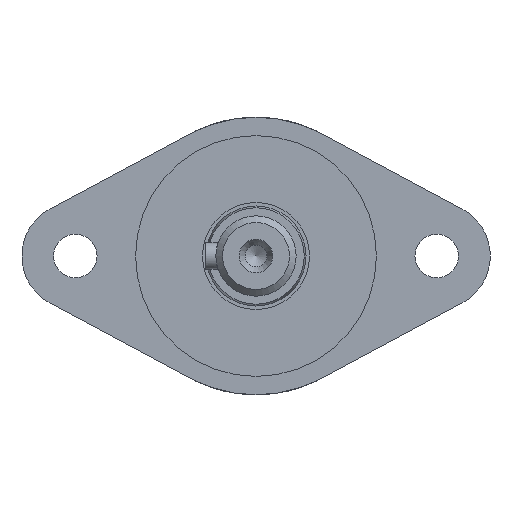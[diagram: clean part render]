
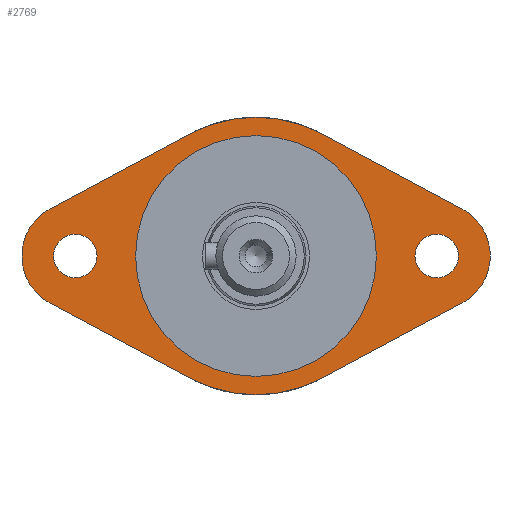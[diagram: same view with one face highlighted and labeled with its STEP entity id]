
A CAD part, left-side view. The second image highlights one B-rep face of the part: STEP entity #2769.
In plain terms, the highlighted planar face has unit normal (-1, 0, 0).
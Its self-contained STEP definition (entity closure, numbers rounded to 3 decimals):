
#86=FACE_BOUND('',#418,.T.);
#87=FACE_BOUND('',#419,.T.);
#88=FACE_BOUND('',#420,.T.);
#143=PLANE('',#3126);
#265=FACE_OUTER_BOUND('',#417,.T.);
#417=EDGE_LOOP('',(#2293,#2294,#2295,#2296,#2297,#2298,#2299,#2300));
#418=EDGE_LOOP('',(#2301));
#419=EDGE_LOOP('',(#2302));
#420=EDGE_LOOP('',(#2303,#2304));
#575=LINE('',#5011,#718);
#576=LINE('',#5014,#719);
#577=LINE('',#5016,#720);
#578=LINE('',#5019,#721);
#718=VECTOR('',#3905,10.);
#719=VECTOR('',#3908,10.);
#720=VECTOR('',#3909,10.);
#721=VECTOR('',#3912,10.);
#939=CIRCLE('',#3121,20.75);
#941=CIRCLE('',#3123,20.75);
#944=CIRCLE('',#3127,8.);
#945=CIRCLE('',#3128,8.);
#946=CIRCLE('',#3129,3.25);
#947=CIRCLE('',#3130,3.25);
#948=CIRCLE('',#3131,18.);
#949=CIRCLE('',#3132,18.);
#1210=VERTEX_POINT('',#4993);
#1211=VERTEX_POINT('',#4995);
#1214=VERTEX_POINT('',#5001);
#1215=VERTEX_POINT('',#5003);
#1217=VERTEX_POINT('',#5010);
#1218=VERTEX_POINT('',#5012);
#1219=VERTEX_POINT('',#5015);
#1220=VERTEX_POINT('',#5017);
#1221=VERTEX_POINT('',#5020);
#1222=VERTEX_POINT('',#5022);
#1223=VERTEX_POINT('',#5024);
#1224=VERTEX_POINT('',#5025);
#1594=EDGE_CURVE('',#1210,#1211,#939,.T.);
#1598=EDGE_CURVE('',#1214,#1215,#941,.T.);
#1602=EDGE_CURVE('',#1217,#1210,#575,.T.);
#1603=EDGE_CURVE('',#1218,#1217,#944,.T.);
#1604=EDGE_CURVE('',#1215,#1218,#576,.T.);
#1605=EDGE_CURVE('',#1214,#1219,#577,.T.);
#1606=EDGE_CURVE('',#1219,#1220,#945,.T.);
#1607=EDGE_CURVE('',#1220,#1211,#578,.T.);
#1608=EDGE_CURVE('',#1221,#1221,#946,.T.);
#1609=EDGE_CURVE('',#1222,#1222,#947,.T.);
#1610=EDGE_CURVE('',#1223,#1224,#948,.T.);
#1611=EDGE_CURVE('',#1224,#1223,#949,.T.);
#2293=ORIENTED_EDGE('',*,*,#1594,.F.);
#2294=ORIENTED_EDGE('',*,*,#1602,.F.);
#2295=ORIENTED_EDGE('',*,*,#1603,.F.);
#2296=ORIENTED_EDGE('',*,*,#1604,.F.);
#2297=ORIENTED_EDGE('',*,*,#1598,.F.);
#2298=ORIENTED_EDGE('',*,*,#1605,.T.);
#2299=ORIENTED_EDGE('',*,*,#1606,.T.);
#2300=ORIENTED_EDGE('',*,*,#1607,.T.);
#2301=ORIENTED_EDGE('',*,*,#1608,.T.);
#2302=ORIENTED_EDGE('',*,*,#1609,.T.);
#2303=ORIENTED_EDGE('',*,*,#1610,.T.);
#2304=ORIENTED_EDGE('',*,*,#1611,.T.);
#2769=ADVANCED_FACE('',(#265,#86,#87,#88),#143,.T.);
#3121=AXIS2_PLACEMENT_3D('',#4996,#3890,#3891);
#3123=AXIS2_PLACEMENT_3D('',#5004,#3896,#3897);
#3126=AXIS2_PLACEMENT_3D('',#5009,#3903,#3904);
#3127=AXIS2_PLACEMENT_3D('',#5013,#3906,#3907);
#3128=AXIS2_PLACEMENT_3D('',#5018,#3910,#3911);
#3129=AXIS2_PLACEMENT_3D('',#5021,#3913,#3914);
#3130=AXIS2_PLACEMENT_3D('',#5023,#3915,#3916);
#3131=AXIS2_PLACEMENT_3D('',#5026,#3917,#3918);
#3132=AXIS2_PLACEMENT_3D('',#5027,#3919,#3920);
#3890=DIRECTION('center_axis',(1.,0.,0.));
#3891=DIRECTION('ref_axis',(0.,-1.,0.));
#3896=DIRECTION('center_axis',(1.,0.,0.));
#3897=DIRECTION('ref_axis',(0.,-1.,0.));
#3903=DIRECTION('center_axis',(-1.,0.,0.));
#3904=DIRECTION('ref_axis',(0.,0.,
-1.));
#3905=DIRECTION('',(0.,-0.881,0.472));
#3906=DIRECTION('center_axis',(1.,0.,0.));
#3907=DIRECTION('ref_axis',(0.,-0.472,-0.881));
#3908=DIRECTION('',(0.,0.881,0.472));
#3909=DIRECTION('',(0.,-0.881,0.472));
#3910=DIRECTION('center_axis',(-1.,0.,0.));
#3911=DIRECTION('ref_axis',(0.,-0.472,-0.881));
#3912=DIRECTION('',(0.,0.881,0.472));
#3913=DIRECTION('center_axis',(1.,0.,0.));
#3914=DIRECTION('ref_axis',(0.,0.,
1.));
#3915=DIRECTION('center_axis',(1.,0.,0.));
#3916=DIRECTION('ref_axis',(0.,0.,
1.));
#3917=DIRECTION('center_axis',(1.,0.,0.));
#3918=DIRECTION('ref_axis',(0.,-1.,0.));
#3919=DIRECTION('center_axis',(1.,0.,0.));
#3920=DIRECTION('ref_axis',(0.,-1.,0.));
#4993=CARTESIAN_POINT('',(-114.7,9.799,18.291));
#4995=CARTESIAN_POINT('',(-114.7,-9.799,18.291));
#4996=CARTESIAN_POINT('Origin',(-114.7,0.,
0.));
#5001=CARTESIAN_POINT('',(-114.7,-9.799,-18.291));
#5003=CARTESIAN_POINT('',(-114.7,9.799,-18.291));
#5004=CARTESIAN_POINT('Origin',(-114.7,0.,
0.));
#5009=CARTESIAN_POINT('Origin',(-114.7,-19.375,0.));
#5010=CARTESIAN_POINT('',(-114.7,30.778,7.052));
#5011=CARTESIAN_POINT('',(-114.7,30.778,7.052));
#5012=CARTESIAN_POINT('',(-114.7,30.778,-7.052));
#5013=CARTESIAN_POINT('Origin',(-114.7,27.,0.));
#5014=CARTESIAN_POINT('',(-114.7,9.799,-18.291));
#5015=CARTESIAN_POINT('',(-114.7,-30.778,-7.052));
#5016=CARTESIAN_POINT('',(-114.7,-9.799,-18.291));
#5017=CARTESIAN_POINT('',(-114.7,-30.778,7.052));
#5018=CARTESIAN_POINT('Origin',(-114.7,-27.,0.));
#5019=CARTESIAN_POINT('',(-114.7,-30.778,7.052));
#5020=CARTESIAN_POINT('',(-114.7,-27.,-3.25));
#5021=CARTESIAN_POINT('Origin',(-114.7,-27.,0.));
#5022=CARTESIAN_POINT('',(-114.7,27.,-3.25));
#5023=CARTESIAN_POINT('Origin',(-114.7,27.,0.));
#5024=CARTESIAN_POINT('',(-114.7,-18.,0.));
#5025=CARTESIAN_POINT('',(-114.7,18.,0.));
#5026=CARTESIAN_POINT('Origin',(-114.7,0.,
0.));
#5027=CARTESIAN_POINT('Origin',(-114.7,0.,
0.));
